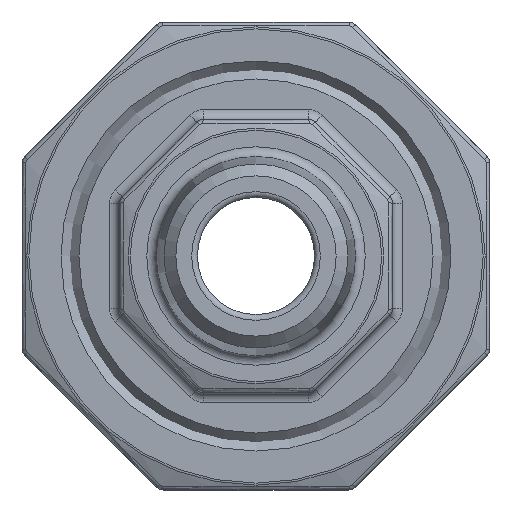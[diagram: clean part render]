
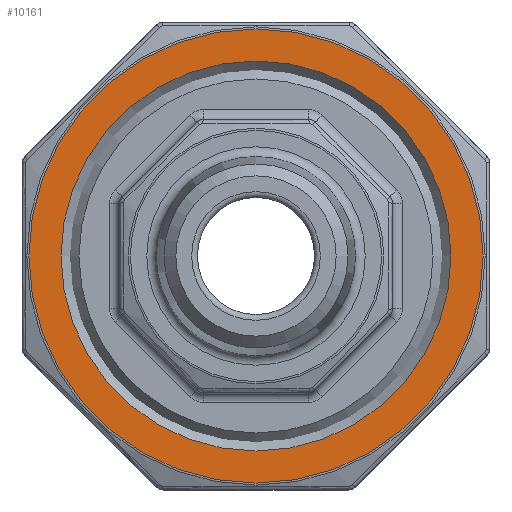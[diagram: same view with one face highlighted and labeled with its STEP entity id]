
A CAD part, left-side view. The second image highlights one B-rep face of the part: STEP entity #10161.
In plain terms, the highlighted planar face has unit normal (-1, 0, 0).
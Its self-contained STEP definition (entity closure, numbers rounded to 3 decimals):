
#1216 = AXIS2_PLACEMENT_3D ( 'NONE', #22170, #8225, #10121 ) ;
#3020 = FACE_BOUND ( 'NONE', #16848, .T. ) ;
#3244 = PLANE ( 'NONE',  #1216 ) ;
#3999 = AXIS2_PLACEMENT_3D ( 'NONE', #7696, #9716, #16368 ) ;
#4561 = CARTESIAN_POINT ( 'NONE',  ( -8., 0., 11.647 ) ) ;
#5622 = CARTESIAN_POINT ( 'NONE',  ( -8., 0., 0. ) ) ;
#7696 = CARTESIAN_POINT ( 'NONE',  ( -8., 0., 0. ) ) ;
#8225 = DIRECTION ( 'NONE',  ( -1., 0., 0. ) ) ;
#9415 = CIRCLE ( 'NONE', #9770, 11.647 ) ;
#9716 = DIRECTION ( 'NONE',  ( 1., 0., 0. ) ) ;
#9770 = AXIS2_PLACEMENT_3D ( 'NONE', #5622, #20842, #12403 ) ;
#10121 = DIRECTION ( 'NONE',  ( 0., 0., 1. ) ) ;
#10161 = ADVANCED_FACE ( 'NONE', ( #14880, #3020 ), #3244, .T. ) ;
#11439 = VERTEX_POINT ( 'NONE', #4561 ) ;
#12403 = DIRECTION ( 'NONE',  ( 0., 0., 1. ) ) ;
#13015 = CARTESIAN_POINT ( 'NONE',  ( -8., 0., -10. ) ) ;
#13688 = EDGE_CURVE ( 'NONE', #11439, #11439, #9415, .T. ) ;
#14693 = EDGE_CURVE ( 'NONE', #21361, #21361, #18403, .T. ) ;
#14880 = FACE_OUTER_BOUND ( 'NONE', #17796, .T. ) ;
#16368 = DIRECTION ( 'NONE',  ( 0., 0., -1. ) ) ;
#16848 = EDGE_LOOP ( 'NONE', ( #19592 ) ) ;
#17796 = EDGE_LOOP ( 'NONE', ( #21168 ) ) ;
#18403 = CIRCLE ( 'NONE', #3999, 10. ) ;
#19592 = ORIENTED_EDGE ( 'NONE', *, *, #14693, .T. ) ;
#20842 = DIRECTION ( 'NONE',  ( -1., 0., 0. ) ) ;
#21168 = ORIENTED_EDGE ( 'NONE', *, *, #13688, .T. ) ;
#21361 = VERTEX_POINT ( 'NONE', #13015 ) ;
#22170 = CARTESIAN_POINT ( 'NONE',  ( -8., 19.19, 0. ) ) ;
